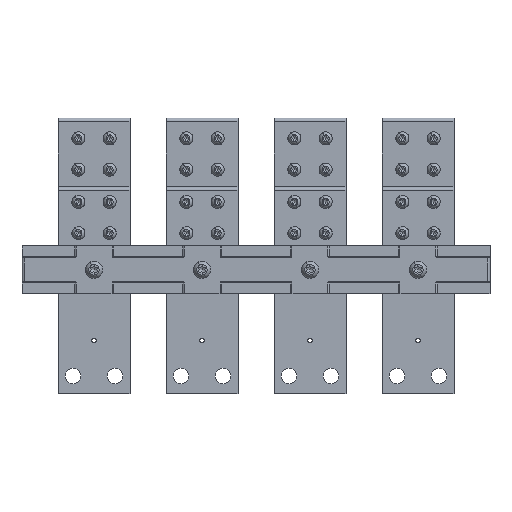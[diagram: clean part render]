
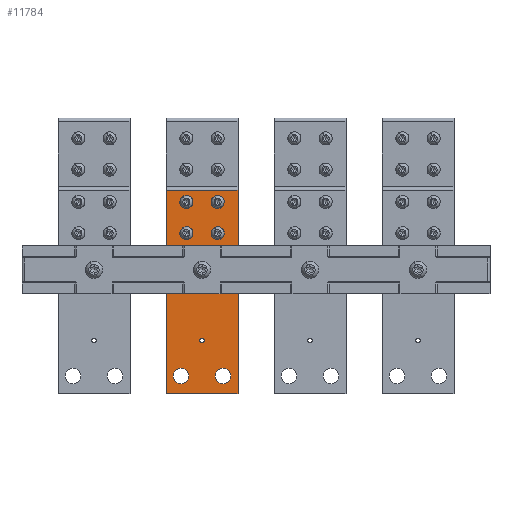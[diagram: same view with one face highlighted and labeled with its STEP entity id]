
A CAD part, front view. The second image highlights one B-rep face of the part: STEP entity #11784.
In plain terms, the highlighted planar face has unit normal (0, -1, 0).
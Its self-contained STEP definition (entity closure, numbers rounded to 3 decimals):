
#11600=AXIS2_PLACEMENT_3D('Circle Axis2P3D',#11598,#11599,$) ;
#11613=AXIS2_PLACEMENT_3D('Plane Axis2P3D',#11610,#11611,#11612) ;
#11651=AXIS2_PLACEMENT_3D('Circle Axis2P3D',#11649,#11650,$) ;
#11660=AXIS2_PLACEMENT_3D('Circle Axis2P3D',#11658,#11659,$) ;
#11669=AXIS2_PLACEMENT_3D('Circle Axis2P3D',#11667,#11668,$) ;
#11678=AXIS2_PLACEMENT_3D('Circle Axis2P3D',#11676,#11677,$) ;
#11687=AXIS2_PLACEMENT_3D('Circle Axis2P3D',#11685,#11686,$) ;
#11696=AXIS2_PLACEMENT_3D('Circle Axis2P3D',#11694,#11695,$) ;
#11705=AXIS2_PLACEMENT_3D('Circle Axis2P3D',#11703,#11704,$) ;
#11714=AXIS2_PLACEMENT_3D('Circle Axis2P3D',#11712,#11713,$) ;
#11723=AXIS2_PLACEMENT_3D('Circle Axis2P3D',#11721,#11722,$) ;
#11732=AXIS2_PLACEMENT_3D('Circle Axis2P3D',#11730,#11731,$) ;
#11741=AXIS2_PLACEMENT_3D('Circle Axis2P3D',#11739,#11740,$) ;
#11750=AXIS2_PLACEMENT_3D('Circle Axis2P3D',#11748,#11749,$) ;
#11759=AXIS2_PLACEMENT_3D('Circle Axis2P3D',#11757,#11758,$) ;
#11768=AXIS2_PLACEMENT_3D('Circle Axis2P3D',#11766,#11767,$) ;
#11777=AXIS2_PLACEMENT_3D('Circle Axis2P3D',#11775,#11776,$) ;
#11581=CARTESIAN_POINT('Vertex',(-140.917,-37.,-3.907)) ;
#11595=CARTESIAN_POINT('Vertex',(-135.083,-37.,-7.093)) ;
#11598=CARTESIAN_POINT('Axis2P3D Location',(-138.,-37.,-5.5)) ;
#11610=CARTESIAN_POINT('Axis2P3D Location',(-168.,-37.,61.)) ;
#11615=CARTESIAN_POINT('Line Origine',(-108.,-37.,-24.)) ;
#11619=CARTESIAN_POINT('Vertex',(-108.,-37.,-109.)) ;
#11621=CARTESIAN_POINT('Vertex',(-108.,-37.,61.)) ;
#11624=CARTESIAN_POINT('Line Origine',(-138.,-37.,61.)) ;
#11628=CARTESIAN_POINT('Vertex',(-168.,-37.,61.)) ;
#11631=CARTESIAN_POINT('Line Origine',(-168.,-37.,-24.)) ;
#11635=CARTESIAN_POINT('Vertex',(-168.,-37.,-109.)) ;
#11638=CARTESIAN_POINT('Line Origine',(-138.,-37.,-109.)) ;
#11649=CARTESIAN_POINT('Axis2P3D Location',(-138.,-37.,-5.5)) ;
#11658=CARTESIAN_POINT('Axis2P3D Location',(-125.,-37.,51.)) ;
#11662=CARTESIAN_POINT('Vertex',(-129.827,-37.,53.637)) ;
#11664=CARTESIAN_POINT('Vertex',(-120.173,-37.,48.363)) ;
#11667=CARTESIAN_POINT('Axis2P3D Location',(-125.,-37.,51.)) ;
#11676=CARTESIAN_POINT('Axis2P3D Location',(-155.5,-37.,-94.)) ;
#11680=CARTESIAN_POINT('Vertex',(-149.796,-37.,-90.884)) ;
#11682=CARTESIAN_POINT('Vertex',(-161.204,-37.,-97.116)) ;
#11685=CARTESIAN_POINT('Axis2P3D Location',(-155.5,-37.,-94.)) ;
#11694=CARTESIAN_POINT('Axis2P3D Location',(-138.,-37.,-64.5)) ;
#11698=CARTESIAN_POINT('Vertex',(-136.42,-37.,-63.637)) ;
#11700=CARTESIAN_POINT('Vertex',(-139.58,-37.,-65.363)) ;
#11703=CARTESIAN_POINT('Axis2P3D Location',(-138.,-37.,-64.5)) ;
#11712=CARTESIAN_POINT('Axis2P3D Location',(-120.5,-37.,-94.)) ;
#11716=CARTESIAN_POINT('Vertex',(-114.796,-37.,-90.884)) ;
#11718=CARTESIAN_POINT('Vertex',(-126.204,-37.,-97.116)) ;
#11721=CARTESIAN_POINT('Axis2P3D Location',(-120.5,-37.,-94.)) ;
#11730=CARTESIAN_POINT('Axis2P3D Location',(-151.,-37.,51.)) ;
#11734=CARTESIAN_POINT('Vertex',(-155.827,-37.,53.637)) ;
#11736=CARTESIAN_POINT('Vertex',(-146.173,-37.,48.363)) ;
#11739=CARTESIAN_POINT('Axis2P3D Location',(-151.,-37.,51.)) ;
#11748=CARTESIAN_POINT('Axis2P3D Location',(-125.,-37.,25.)) ;
#11752=CARTESIAN_POINT('Vertex',(-129.827,-37.,27.637)) ;
#11754=CARTESIAN_POINT('Vertex',(-120.173,-37.,22.363)) ;
#11757=CARTESIAN_POINT('Axis2P3D Location',(-125.,-37.,25.)) ;
#11766=CARTESIAN_POINT('Axis2P3D Location',(-151.,-37.,25.)) ;
#11770=CARTESIAN_POINT('Vertex',(-155.827,-37.,27.637)) ;
#11772=CARTESIAN_POINT('Vertex',(-146.173,-37.,22.363)) ;
#11775=CARTESIAN_POINT('Axis2P3D Location',(-151.,-37.,25.)) ;
#11599=DIRECTION('Axis2P3D Direction',(0.,1.,0.)) ;
#11611=DIRECTION('Axis2P3D Direction',(0.,-1.,0.)) ;
#11612=DIRECTION('Axis2P3D XDirection',(0.,0.,-1.)) ;
#11616=DIRECTION('Vector Direction',(0.,0.,-1.)) ;
#11625=DIRECTION('Vector Direction',(1.,0.,0.)) ;
#11632=DIRECTION('Vector Direction',(0.,0.,-1.)) ;
#11639=DIRECTION('Vector Direction',(1.,0.,0.)) ;
#11650=DIRECTION('Axis2P3D Direction',(0.,-1.,0.)) ;
#11659=DIRECTION('Axis2P3D Direction',(0.,-1.,0.)) ;
#11668=DIRECTION('Axis2P3D Direction',(0.,-1.,0.)) ;
#11677=DIRECTION('Axis2P3D Direction',(0.,-1.,0.)) ;
#11686=DIRECTION('Axis2P3D Direction',(0.,-1.,0.)) ;
#11695=DIRECTION('Axis2P3D Direction',(0.,-1.,0.)) ;
#11704=DIRECTION('Axis2P3D Direction',(0.,-1.,0.)) ;
#11713=DIRECTION('Axis2P3D Direction',(0.,-1.,0.)) ;
#11722=DIRECTION('Axis2P3D Direction',(0.,-1.,0.)) ;
#11731=DIRECTION('Axis2P3D Direction',(0.,-1.,0.)) ;
#11740=DIRECTION('Axis2P3D Direction',(0.,-1.,0.)) ;
#11749=DIRECTION('Axis2P3D Direction',(0.,-1.,0.)) ;
#11758=DIRECTION('Axis2P3D Direction',(0.,-1.,0.)) ;
#11767=DIRECTION('Axis2P3D Direction',(0.,-1.,0.)) ;
#11776=DIRECTION('Axis2P3D Direction',(0.,-1.,0.)) ;
#11617=VECTOR('Line Direction',#11616,1.) ;
#11626=VECTOR('Line Direction',#11625,1.) ;
#11633=VECTOR('Line Direction',#11632,1.) ;
#11640=VECTOR('Line Direction',#11639,1.) ;
#11644=ORIENTED_EDGE('',*,*,#11623,.T.) ;
#11645=ORIENTED_EDGE('',*,*,#11630,.F.) ;
#11646=ORIENTED_EDGE('',*,*,#11637,.F.) ;
#11647=ORIENTED_EDGE('',*,*,#11642,.T.) ;
#11655=ORIENTED_EDGE('',*,*,#11653,.F.) ;
#11656=ORIENTED_EDGE('',*,*,#11602,.F.) ;
#11673=ORIENTED_EDGE('',*,*,#11666,.F.) ;
#11674=ORIENTED_EDGE('',*,*,#11671,.F.) ;
#11691=ORIENTED_EDGE('',*,*,#11684,.F.) ;
#11692=ORIENTED_EDGE('',*,*,#11689,.F.) ;
#11709=ORIENTED_EDGE('',*,*,#11702,.F.) ;
#11710=ORIENTED_EDGE('',*,*,#11707,.F.) ;
#11727=ORIENTED_EDGE('',*,*,#11720,.F.) ;
#11728=ORIENTED_EDGE('',*,*,#11725,.F.) ;
#11745=ORIENTED_EDGE('',*,*,#11738,.F.) ;
#11746=ORIENTED_EDGE('',*,*,#11743,.F.) ;
#11763=ORIENTED_EDGE('',*,*,#11756,.F.) ;
#11764=ORIENTED_EDGE('',*,*,#11761,.F.) ;
#11781=ORIENTED_EDGE('',*,*,#11774,.F.) ;
#11782=ORIENTED_EDGE('',*,*,#11779,.F.) ;
#11657=FACE_BOUND('',#11654,.T.) ;
#11675=FACE_BOUND('',#11672,.T.) ;
#11693=FACE_BOUND('',#11690,.T.) ;
#11711=FACE_BOUND('',#11708,.T.) ;
#11729=FACE_BOUND('',#11726,.T.) ;
#11747=FACE_BOUND('',#11744,.T.) ;
#11765=FACE_BOUND('',#11762,.T.) ;
#11783=FACE_BOUND('',#11780,.T.) ;
#11784=ADVANCED_FACE('RB7556801_1PD_001_00_FRONT TERMINAL ASSEMBLY E2.2 FIXED.7\\RB7552001_1PA_001_00_FRONT TERMINAL E2.2 FIXED.1\\PartBody',(#11648,#11657,#11675,#11693,#11711,#11729,#11747,#11765,#11783),#11614,.T.) ;
#11601=CIRCLE('generated circle',#11600,3.324) ;
#11652=CIRCLE('generated circle',#11651,3.324) ;
#11661=CIRCLE('generated circle',#11660,5.5) ;
#11670=CIRCLE('generated circle',#11669,5.5) ;
#11679=CIRCLE('generated circle',#11678,6.5) ;
#11688=CIRCLE('generated circle',#11687,6.5) ;
#11697=CIRCLE('generated circle',#11696,1.8) ;
#11706=CIRCLE('generated circle',#11705,1.8) ;
#11715=CIRCLE('generated circle',#11714,6.5) ;
#11724=CIRCLE('generated circle',#11723,6.5) ;
#11733=CIRCLE('generated circle',#11732,5.5) ;
#11742=CIRCLE('generated circle',#11741,5.5) ;
#11751=CIRCLE('generated circle',#11750,5.5) ;
#11760=CIRCLE('generated circle',#11759,5.5) ;
#11769=CIRCLE('generated circle',#11768,5.5) ;
#11778=CIRCLE('generated circle',#11777,5.5) ;
#11602=EDGE_CURVE('',#11596,#11582,#11601,.F.) ;
#11623=EDGE_CURVE('',#11620,#11622,#11618,.F.) ;
#11630=EDGE_CURVE('',#11629,#11622,#11627,.T.) ;
#11637=EDGE_CURVE('',#11636,#11629,#11634,.F.) ;
#11642=EDGE_CURVE('',#11636,#11620,#11641,.T.) ;
#11653=EDGE_CURVE('',#11582,#11596,#11652,.T.) ;
#11666=EDGE_CURVE('',#11663,#11665,#11661,.T.) ;
#11671=EDGE_CURVE('',#11665,#11663,#11670,.T.) ;
#11684=EDGE_CURVE('',#11681,#11683,#11679,.T.) ;
#11689=EDGE_CURVE('',#11683,#11681,#11688,.T.) ;
#11702=EDGE_CURVE('',#11699,#11701,#11697,.T.) ;
#11707=EDGE_CURVE('',#11701,#11699,#11706,.T.) ;
#11720=EDGE_CURVE('',#11717,#11719,#11715,.T.) ;
#11725=EDGE_CURVE('',#11719,#11717,#11724,.T.) ;
#11738=EDGE_CURVE('',#11735,#11737,#11733,.T.) ;
#11743=EDGE_CURVE('',#11737,#11735,#11742,.T.) ;
#11756=EDGE_CURVE('',#11753,#11755,#11751,.T.) ;
#11761=EDGE_CURVE('',#11755,#11753,#11760,.T.) ;
#11774=EDGE_CURVE('',#11771,#11773,#11769,.T.) ;
#11779=EDGE_CURVE('',#11773,#11771,#11778,.T.) ;
#11643=EDGE_LOOP('',(#11644,#11645,#11646,#11647)) ;
#11654=EDGE_LOOP('',(#11655,#11656)) ;
#11672=EDGE_LOOP('',(#11673,#11674)) ;
#11690=EDGE_LOOP('',(#11691,#11692)) ;
#11708=EDGE_LOOP('',(#11709,#11710)) ;
#11726=EDGE_LOOP('',(#11727,#11728)) ;
#11744=EDGE_LOOP('',(#11745,#11746)) ;
#11762=EDGE_LOOP('',(#11763,#11764)) ;
#11780=EDGE_LOOP('',(#11781,#11782)) ;
#11648=FACE_OUTER_BOUND('',#11643,.T.) ;
#11618=LINE('Line',#11615,#11617) ;
#11627=LINE('Line',#11624,#11626) ;
#11634=LINE('Line',#11631,#11633) ;
#11641=LINE('Line',#11638,#11640) ;
#11614=PLANE('',#11613) ;
#11582=VERTEX_POINT('',#11581) ;
#11596=VERTEX_POINT('',#11595) ;
#11620=VERTEX_POINT('',#11619) ;
#11622=VERTEX_POINT('',#11621) ;
#11629=VERTEX_POINT('',#11628) ;
#11636=VERTEX_POINT('',#11635) ;
#11663=VERTEX_POINT('',#11662) ;
#11665=VERTEX_POINT('',#11664) ;
#11681=VERTEX_POINT('',#11680) ;
#11683=VERTEX_POINT('',#11682) ;
#11699=VERTEX_POINT('',#11698) ;
#11701=VERTEX_POINT('',#11700) ;
#11717=VERTEX_POINT('',#11716) ;
#11719=VERTEX_POINT('',#11718) ;
#11735=VERTEX_POINT('',#11734) ;
#11737=VERTEX_POINT('',#11736) ;
#11753=VERTEX_POINT('',#11752) ;
#11755=VERTEX_POINT('',#11754) ;
#11771=VERTEX_POINT('',#11770) ;
#11773=VERTEX_POINT('',#11772) ;
